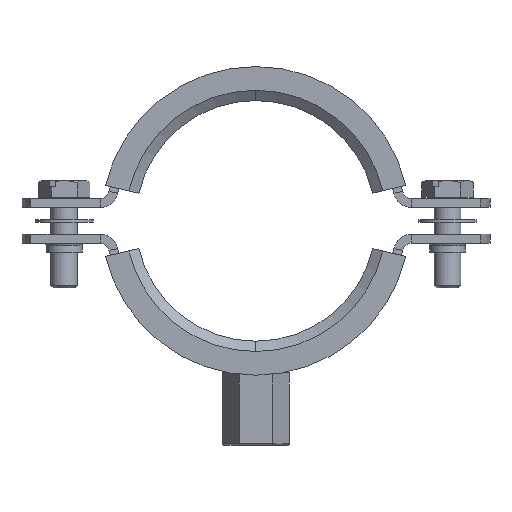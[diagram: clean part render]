
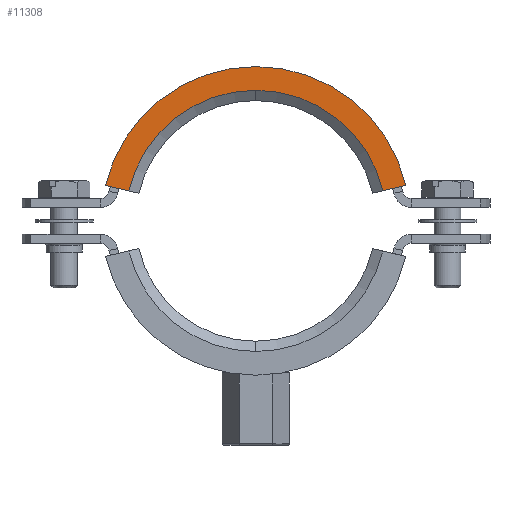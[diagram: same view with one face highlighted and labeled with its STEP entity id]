
A CAD part, front view. The second image highlights one B-rep face of the part: STEP entity #11308.
In plain terms, the highlighted planar face has unit normal (0, -1, 0).
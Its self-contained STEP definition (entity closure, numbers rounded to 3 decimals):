
#52 = DIRECTION ( 'NONE',  ( 0.973, 0., -0.23 ) ) ;
#589 = AXIS2_PLACEMENT_3D ( 'NONE', #25797, #11148, #21599 ) ;
#2284 = EDGE_CURVE ( 'NONE', #6362, #22211, #26036, .T. ) ;
#3911 = AXIS2_PLACEMENT_3D ( 'NONE', #6280, #14575, #10246 ) ;
#5078 = EDGE_CURVE ( 'NONE', #10419, #21651, #22885, .T. ) ;
#6280 = CARTESIAN_POINT ( 'NONE',  ( 0., -11.5, 31. ) ) ;
#6362 = VERTEX_POINT ( 'NONE', #6373 ) ;
#6373 = CARTESIAN_POINT ( 'NONE',  ( 33.575, -11.5, 23.065 ) ) ;
#6615 = LINE ( 'NONE', #8529, #15902 ) ;
#7785 = CARTESIAN_POINT ( 'NONE',  ( -28.417, -11.5, 24.284 ) ) ;
#8529 = CARTESIAN_POINT ( 'NONE',  ( -28.417, -11.5, 24.284 ) ) ;
#8864 = VECTOR ( 'NONE', #52, 1000. ) ;
#8985 = EDGE_CURVE ( 'NONE', #10419, #6362, #17083, .T. ) ;
#9712 = ORIENTED_EDGE ( 'NONE', *, *, #5078, .T. ) ;
#10246 = DIRECTION ( 'NONE',  ( 0., 0., 1. ) ) ;
#10388 = EDGE_LOOP ( 'NONE', ( #18282, #18926, #9712, #13275 ) ) ;
#10419 = VERTEX_POINT ( 'NONE', #26243 ) ;
#11148 = DIRECTION ( 'NONE',  ( 0., 1., 0. ) ) ;
#11308 = ADVANCED_FACE ( 'NONE', ( #19970 ), #13317, .F. ) ;
#12444 = DIRECTION ( 'NONE',  ( 0., 1., 0. ) ) ;
#13275 = ORIENTED_EDGE ( 'NONE', *, *, #17605, .T. ) ;
#13317 = PLANE ( 'NONE',  #589 ) ;
#13348 = AXIS2_PLACEMENT_3D ( 'NONE', #26158, #12444, #24406 ) ;
#14575 = DIRECTION ( 'NONE',  ( 0., 1., 0. ) ) ;
#14987 = CARTESIAN_POINT ( 'NONE',  ( -33.575, -11.5, 23.065 ) ) ;
#15902 = VECTOR ( 'NONE', #23324, 1000. ) ;
#17083 = LINE ( 'NONE', #23179, #8864 ) ;
#17605 = EDGE_CURVE ( 'NONE', #21651, #22211, #6615, .T. ) ;
#18282 = ORIENTED_EDGE ( 'NONE', *, *, #2284, .F. ) ;
#18926 = ORIENTED_EDGE ( 'NONE', *, *, #8985, .F. ) ;
#19970 = FACE_OUTER_BOUND ( 'NONE', #10388, .T. ) ;
#21599 = DIRECTION ( 'NONE',  ( 0., 0., 1. ) ) ;
#21651 = VERTEX_POINT ( 'NONE', #7785 ) ;
#22211 = VERTEX_POINT ( 'NONE', #14987 ) ;
#22885 = CIRCLE ( 'NONE', #13348, 29.2 ) ;
#23179 = CARTESIAN_POINT ( 'NONE',  ( 28.417, -11.5, 24.284 ) ) ;
#23324 = DIRECTION ( 'NONE',  ( -0.973, 0., -0.23 ) ) ;
#24406 = DIRECTION ( 'NONE',  ( 0., 0., 1. ) ) ;
#25797 = CARTESIAN_POINT ( 'NONE',  ( 28.417, -11.5, 24.284 ) ) ;
#26036 = CIRCLE ( 'NONE', #3911, 34.5 ) ;
#26158 = CARTESIAN_POINT ( 'NONE',  ( 0., -11.5, 31. ) ) ;
#26243 = CARTESIAN_POINT ( 'NONE',  ( 28.417, -11.5, 24.284 ) ) ;
